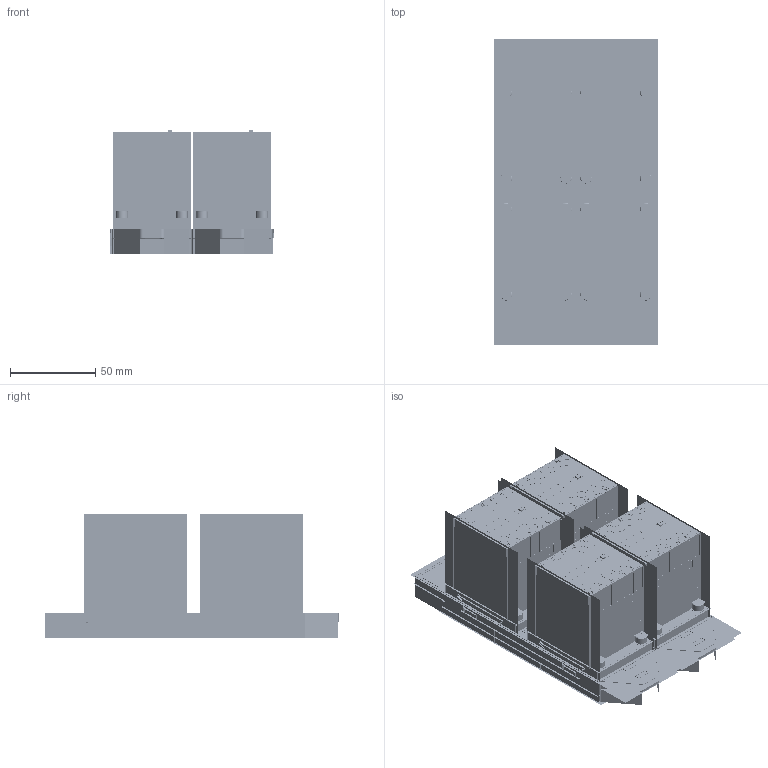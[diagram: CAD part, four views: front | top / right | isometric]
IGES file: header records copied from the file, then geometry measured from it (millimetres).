
Start section:  PTC IGES file: 193436.igs
Global section: file name: 193436.igs; native system: Creo Parametric by Parametric Technology Corporation; preprocessor: 2013230; author: pdmadmin; organization: Unknown; date: 20160309.164515; units: millimetre
Bounding box: 96.34 x 178.88 x 72.73 mm (x, y, z)
Volume: 611186.5 mm3; surface area: 2147020.8 mm2
Topology: 75 solids, 115 shells, 11892 faces, 63082 edges, 80936 vertices
Faces by surface type: bspline 8612, revolution 3280
